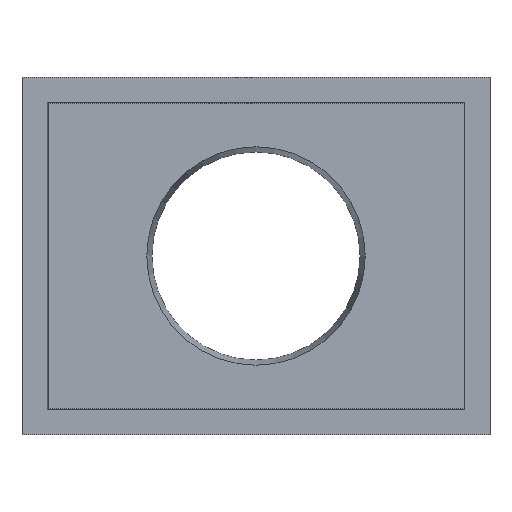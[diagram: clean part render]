
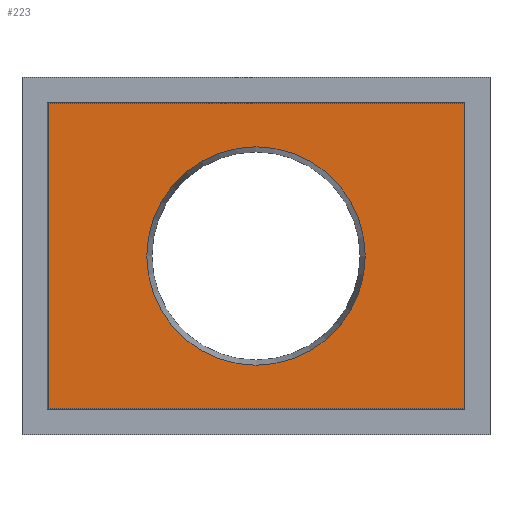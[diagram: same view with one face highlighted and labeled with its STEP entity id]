
A CAD part, front view. The second image highlights one B-rep face of the part: STEP entity #223.
In plain terms, the highlighted planar face has unit normal (0, -1, 0).
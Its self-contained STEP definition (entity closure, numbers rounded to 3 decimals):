
#18 = AXIS2_PLACEMENT_3D ( 'NONE', #379, #382, #385 ) ;
#22 = EDGE_CURVE ( 'NONE', #248, #126, #317, .T. ) ;
#29 = DIRECTION ( 'NONE',  ( 0., -1., 0. ) ) ;
#40 = VECTOR ( 'NONE', #374, 1000. ) ;
#42 = CARTESIAN_POINT ( 'NONE',  ( -600., 0., -440. ) ) ;
#45 = CIRCLE ( 'NONE', #18, 315. ) ;
#46 = LINE ( 'NONE', #373, #40 ) ;
#47 = VECTOR ( 'NONE', #365, 1000. ) ;
#56 = LINE ( 'NONE', #363, #47 ) ;
#61 = AXIS2_PLACEMENT_3D ( 'NONE', #244, #29, #251 ) ;
#97 = ORIENTED_EDGE ( 'NONE', *, *, #143, .F. ) ;
#101 = ORIENTED_EDGE ( 'NONE', *, *, #412, .F. ) ;
#106 = ORIENTED_EDGE ( 'NONE', *, *, #22, .F. ) ;
#108 = EDGE_CURVE ( 'NONE', #335, #110, #273, .T. ) ;
#110 = VERTEX_POINT ( 'NONE', #174 ) ;
#126 = VERTEX_POINT ( 'NONE', #184 ) ;
#135 = FACE_BOUND ( 'NONE', #239, .T. ) ;
#136 = VERTEX_POINT ( 'NONE', #188 ) ;
#141 = ORIENTED_EDGE ( 'NONE', *, *, #407, .F. ) ;
#143 = EDGE_CURVE ( 'NONE', #136, #359, #275, .T. ) ;
#145 = FACE_OUTER_BOUND ( 'NONE', #155, .T. ) ;
#148 = ORIENTED_EDGE ( 'NONE', *, *, #108, .T. ) ;
#155 = EDGE_LOOP ( 'NONE', ( #101, #97, #141, #106 ) ) ;
#169 = DIRECTION ( 'NONE',  ( -1., 0., 0. ) ) ;
#173 = VECTOR ( 'NONE', #193, 1000. ) ;
#174 = CARTESIAN_POINT ( 'NONE',  ( -315., 0., 0. ) ) ;
#176 = CARTESIAN_POINT ( 'NONE',  ( 0., 0., 0. ) ) ;
#177 = DIRECTION ( 'NONE',  ( 0., 1., 0. ) ) ;
#178 = DIRECTION ( 'NONE',  ( -1., 0., 0. ) ) ;
#184 = CARTESIAN_POINT ( 'NONE',  ( -600., 0., -440. ) ) ;
#188 = CARTESIAN_POINT ( 'NONE',  ( -600., 0., 440. ) ) ;
#191 = CARTESIAN_POINT ( 'NONE',  ( -600., 0., 440. ) ) ;
#193 = DIRECTION ( 'NONE',  ( 1., 0., 0. ) ) ;
#223 = ADVANCED_FACE ( 'NONE', ( #135, #145 ), #246, .T. ) ;
#239 = EDGE_LOOP ( 'NONE', ( #148, #391 ) ) ;
#244 = CARTESIAN_POINT ( 'NONE',  ( 0., 0., 0. ) ) ;
#246 = PLANE ( 'NONE',  #61 ) ;
#248 = VERTEX_POINT ( 'NONE', #320 ) ;
#251 = DIRECTION ( 'NONE',  ( 0., 0., -1. ) ) ;
#273 = CIRCLE ( 'NONE', #383, 315. ) ;
#275 = LINE ( 'NONE', #191, #173 ) ;
#305 = VECTOR ( 'NONE', #169, 1000. ) ;
#317 = LINE ( 'NONE', #42, #305 ) ;
#320 = CARTESIAN_POINT ( 'NONE',  ( 600., 0., -440. ) ) ;
#335 = VERTEX_POINT ( 'NONE', #344 ) ;
#344 = CARTESIAN_POINT ( 'NONE',  ( 315., 0., 0. ) ) ;
#346 = CARTESIAN_POINT ( 'NONE',  ( 600., 0., 440. ) ) ;
#359 = VERTEX_POINT ( 'NONE', #346 ) ;
#363 = CARTESIAN_POINT ( 'NONE',  ( -600., 0., 440. ) ) ;
#365 = DIRECTION ( 'NONE',  ( 0., 0., 1. ) ) ;
#373 = CARTESIAN_POINT ( 'NONE',  ( 600., 0., 440. ) ) ;
#374 = DIRECTION ( 'NONE',  ( 0., 0., -1. ) ) ;
#379 = CARTESIAN_POINT ( 'NONE',  ( 0., 0., 0. ) ) ;
#382 = DIRECTION ( 'NONE',  ( 0., 1., 0. ) ) ;
#383 = AXIS2_PLACEMENT_3D ( 'NONE', #176, #177, #178 ) ;
#385 = DIRECTION ( 'NONE',  ( -1., 0., 0. ) ) ;
#391 = ORIENTED_EDGE ( 'NONE', *, *, #415, .T. ) ;
#407 = EDGE_CURVE ( 'NONE', #126, #136, #56, .T. ) ;
#412 = EDGE_CURVE ( 'NONE', #359, #248, #46, .T. ) ;
#415 = EDGE_CURVE ( 'NONE', #110, #335, #45, .T. ) ;
